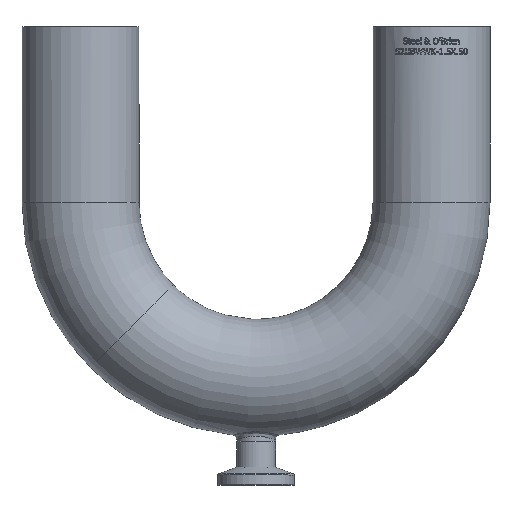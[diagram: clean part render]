
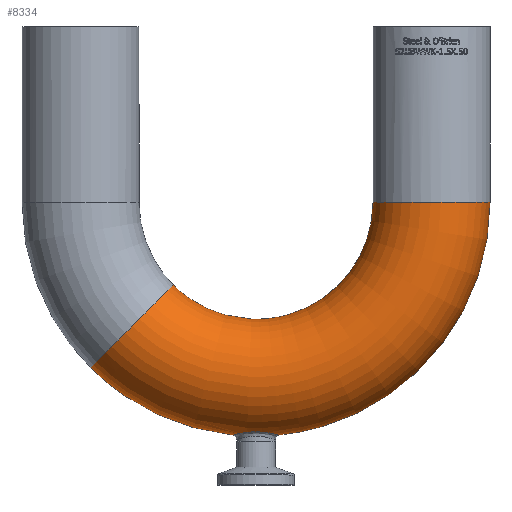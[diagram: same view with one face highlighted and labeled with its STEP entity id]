
A CAD part, top view. The second image highlights one B-rep face of the part: STEP entity #8334.
In plain terms, the highlighted toroidal (fillet/blend) face has major radius 57.15 mm and minor radius 19.05 mm.
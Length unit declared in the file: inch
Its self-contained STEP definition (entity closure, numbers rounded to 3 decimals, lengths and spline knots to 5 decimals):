
#21=TOROIDAL_SURFACE('',#8862,2.25,0.75);
#160=FACE_BOUND('',#1559,.T.);
#161=FACE_BOUND('',#1560,.T.);
#162=FACE_BOUND('',#1561,.T.);
#1559=EDGE_LOOP('',(#7763));
#1560=EDGE_LOOP('',(#7764));
#1561=EDGE_LOOP('',(#7765));
#1746=CIRCLE('',#8810,0.75);
#1768=CIRCLE('',#8863,0.75);
#3266=B_SPLINE_CURVE_WITH_KNOTS('',3,(#18348,#18349,#18350,#18351,#18352,
#18353,#18354,#18355,#18356,#18357,#18358,#18359,#18360,#18361,#18362,#18363,
#18364,#18365,#18366,#18367,#18368),.UNSPECIFIED.,.T.,.F.,(4,1,1,1,1,1,
1,1,1,1,1,1,1,1,1,1,1,1,4),(-3.01496,-2.72783,-2.44069,
-2.15356,-2.00999,-1.93821,-1.90232,
-1.86643,-1.48358,-1.29216,-1.10073,
-0.90931,-0.71789,-0.43075,-0.14362,
0.14351,0.43065,0.71778,1.00492),
 .UNSPECIFIED.);
#4066=VERTEX_POINT('',#18162);
#4083=VERTEX_POINT('',#18324);
#4090=VERTEX_POINT('',#18427);
#5292=EDGE_CURVE('',#4066,#4066,#1746,.T.);
#5311=EDGE_CURVE('',#4083,#4083,#3266,.T.);
#5317=EDGE_CURVE('',#4090,#4090,#1768,.T.);
#7763=ORIENTED_EDGE('',*,*,#5311,.F.);
#7764=ORIENTED_EDGE('',*,*,#5317,.T.);
#7765=ORIENTED_EDGE('',*,*,#5292,.F.);
#8334=ADVANCED_FACE('',(#160,#161,#162),#21,.T.);
#8810=AXIS2_PLACEMENT_3D('',#18163,#10348,#10349);
#8862=AXIS2_PLACEMENT_3D('',#18426,#10452,#10453);
#8863=AXIS2_PLACEMENT_3D('',#18428,#10454,#10455);
#10348=DIRECTION('center_axis',(0.,1.,0.));
#10349=DIRECTION('ref_axis',(-1.,0.,0.));
#10452=DIRECTION('center_axis',(0.,0.,
-1.));
#10453=DIRECTION('ref_axis',(1.,0.,0.));
#10454=DIRECTION('center_axis',(0.707,-0.707,0.));
#10455=DIRECTION('ref_axis',(0.707,0.707,0.005));
#18162=CARTESIAN_POINT('',(2.99995,0.,0.0088));
#18163=CARTESIAN_POINT('Origin',(2.25,0.,0.));
#18324=CARTESIAN_POINT('',(0.,-2.94231,0.28846));
#18348=CARTESIAN_POINT('Ctrl Pts',(0.,-2.94229,
0.28848));
#18349=CARTESIAN_POINT('Ctrl Pts',(-0.04606,-2.94229,
0.28848));
#18350=CARTESIAN_POINT('Ctrl Pts',(-0.13816,-2.94878,
0.26844));
#18351=CARTESIAN_POINT('Ctrl Pts',(-0.24726,-2.96926,
0.18619));
#18352=CARTESIAN_POINT('Ctrl Pts',(-0.29836,-2.98231,
0.08683));
#18353=CARTESIAN_POINT('Ctrl Pts',(-0.30741,-2.98468,
0.01084));
#18354=CARTESIAN_POINT('Ctrl Pts',(-0.30516,-2.98409,
-0.02712));
#18355=CARTESIAN_POINT('Ctrl Pts',(-0.30192,-2.98324,
-0.04859));
#18356=CARTESIAN_POINT('Ctrl Pts',(-0.28776,-2.97964,
-0.11599));
#18357=CARTESIAN_POINT('Ctrl Pts',(-0.2369,-2.96646,
-0.19838));
#18358=CARTESIAN_POINT('Ctrl Pts',(-0.13538,-2.94978,
-0.26353));
#18359=CARTESIAN_POINT('Ctrl Pts',(-0.0467,-2.942,
-0.28956));
#18360=CARTESIAN_POINT('Ctrl Pts',(0.04669,-2.94199,
-0.28952));
#18361=CARTESIAN_POINT('Ctrl Pts',(0.15022,-2.95111,
-0.25927));
#18362=CARTESIAN_POINT('Ctrl Pts',(0.24728,-2.96921,-0.1862));
#18363=CARTESIAN_POINT('Ctrl Pts',(0.30863,-2.98499,-0.06696));
#18364=CARTESIAN_POINT('Ctrl Pts',(0.30865,-2.98495,
0.06696));
#18365=CARTESIAN_POINT('Ctrl Pts',(0.24724,-2.96925,
0.18621));
#18366=CARTESIAN_POINT('Ctrl Pts',(0.13817,-2.94878,0.26843));
#18367=CARTESIAN_POINT('Ctrl Pts',(0.04605,-2.94229,
0.28848));
#18368=CARTESIAN_POINT('Ctrl Pts',(0.,-2.94229,
0.28848));
#18426=CARTESIAN_POINT('Origin',(0.,0.,
0.));
#18427=CARTESIAN_POINT('',(-1.06066,-1.06066,0.00169));
#18428=CARTESIAN_POINT('Origin',(-1.59099,-1.59099,0.));
